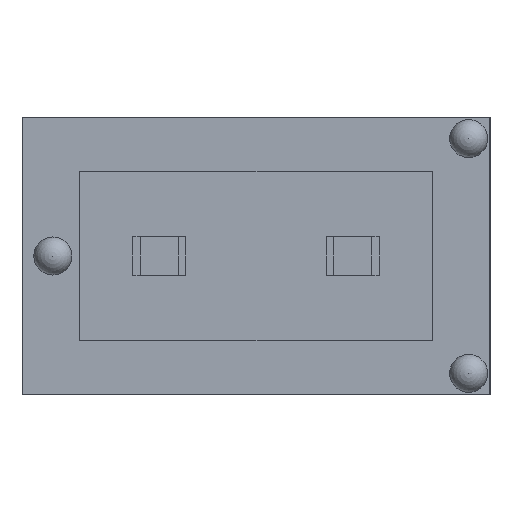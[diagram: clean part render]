
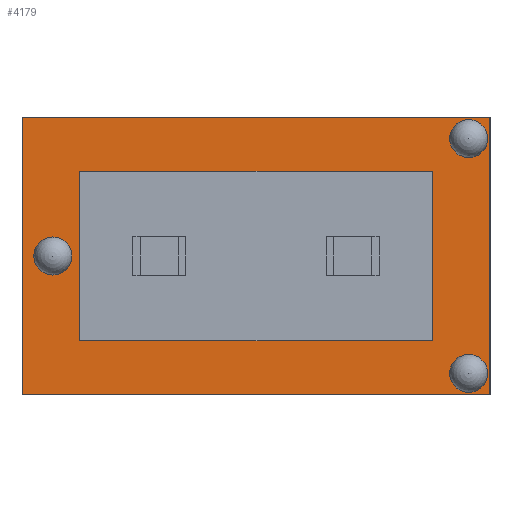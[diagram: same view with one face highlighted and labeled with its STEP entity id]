
A CAD part, front view. The second image highlights one B-rep face of the part: STEP entity #4179.
In plain terms, the highlighted planar face has unit normal (0, -1, 0).
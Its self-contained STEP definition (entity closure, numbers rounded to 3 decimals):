
#289 = EDGE_LOOP ( 'NONE', ( #4200, #4207, #4213, #4206 ) ) ;
#4149 = VERTEX_POINT ( 'NONE', #22033 ) ;
#4150 = ORIENTED_EDGE ( 'NONE', *, *, #4151, .F. ) ;
#4151 = EDGE_CURVE ( 'NONE', #4195, #4215, #22032, .T. ) ;
#4152 = VERTEX_POINT ( 'NONE', #22028 ) ;
#4153 = VERTEX_POINT ( 'NONE', #22027 ) ;
#4179 = ADVANCED_FACE ( 'NONE', ( #22122, #22121 ), #22106, .T. ) ;
#4189 = EDGE_CURVE ( 'NONE', #4153, #4208, #22150, .T. ) ;
#4190 = EDGE_CURVE ( 'NONE', #4204, #4149, #22145, .T. ) ;
#4193 = ORIENTED_EDGE ( 'NONE', *, *, #4194, .F. ) ;
#4194 = EDGE_CURVE ( 'NONE', #4215, #4149, #22185, .T. ) ;
#4195 = VERTEX_POINT ( 'NONE', #22176 ) ;
#4196 = ORIENTED_EDGE ( 'NONE', *, *, #4203, .T. ) ;
#4200 = ORIENTED_EDGE ( 'NONE', *, *, #4201, .T. ) ;
#4201 = EDGE_CURVE ( 'NONE', #4152, #4153, #22170, .T. ) ;
#4202 = EDGE_LOOP ( 'NONE', ( #4193, #4150, #4196, #4205 ) ) ;
#4203 = EDGE_CURVE ( 'NONE', #4195, #4204, #22166, .T. ) ;
#4204 = VERTEX_POINT ( 'NONE', #22162 ) ;
#4205 = ORIENTED_EDGE ( 'NONE', *, *, #4190, .T. ) ;
#4206 = ORIENTED_EDGE ( 'NONE', *, *, #4214, .F. ) ;
#4207 = ORIENTED_EDGE ( 'NONE', *, *, #4189, .T. ) ;
#4208 = VERTEX_POINT ( 'NONE', #22161 ) ;
#4209 = EDGE_CURVE ( 'NONE', #4211, #4208, #22160, .T. ) ;
#4211 = VERTEX_POINT ( 'NONE', #22156 ) ;
#4213 = ORIENTED_EDGE ( 'NONE', *, *, #4209, .F. ) ;
#4214 = EDGE_CURVE ( 'NONE', #4152, #4211, #22214, .T. ) ;
#4215 = VERTEX_POINT ( 'NONE', #22210 ) ;
#22027 = CARTESIAN_POINT ( 'NONE',  ( -2.314, -3.4, 1.114 ) ) ;
#22028 = CARTESIAN_POINT ( 'NONE',  ( -2.314, -3.4, -1.114 ) ) ;
#22029 = DIRECTION ( 'NONE',  ( 0., 0., -1. ) ) ;
#22030 = VECTOR ( 'NONE', #22029, 1000. ) ;
#22031 = CARTESIAN_POINT ( 'NONE',  ( 3.075, -3.4, 1.825 ) ) ;
#22032 = LINE ( 'NONE', #22031, #22030 ) ;
#22033 = CARTESIAN_POINT ( 'NONE',  ( -3.075, -3.4, -1.825 ) ) ;
#22102 = DIRECTION ( 'NONE',  ( 0., 0., -1. ) ) ;
#22103 = DIRECTION ( 'NONE',  ( 0., -1., 0. ) ) ;
#22104 = CARTESIAN_POINT ( 'NONE',  ( -28.748, -3.4, 1.825 ) ) ;
#22105 = AXIS2_PLACEMENT_3D ( 'NONE', #22104, #22103, #22102 ) ;
#22106 = PLANE ( 'NONE',  #22105 ) ;
#22121 = FACE_OUTER_BOUND ( 'NONE', #4202, .T. ) ;
#22122 = FACE_BOUND ( 'NONE', #289, .T. ) ;
#22142 = DIRECTION ( 'NONE',  ( 0., 0., -1. ) ) ;
#22143 = VECTOR ( 'NONE', #22142, 1000. ) ;
#22144 = CARTESIAN_POINT ( 'NONE',  ( -3.075, -3.4, 1.825 ) ) ;
#22145 = LINE ( 'NONE', #22144, #22143 ) ;
#22147 = DIRECTION ( 'NONE',  ( 1., 0., 0. ) ) ;
#22148 = VECTOR ( 'NONE', #22147, 1000. ) ;
#22149 = CARTESIAN_POINT ( 'NONE',  ( -5.704, -3.4, 1.114 ) ) ;
#22150 = LINE ( 'NONE', #22149, #22148 ) ;
#22156 = CARTESIAN_POINT ( 'NONE',  ( 2.314, -3.4, -1.114 ) ) ;
#22157 = DIRECTION ( 'NONE',  ( 0., 0., 1. ) ) ;
#22158 = VECTOR ( 'NONE', #22157, 1000. ) ;
#22159 = CARTESIAN_POINT ( 'NONE',  ( 2.314, -3.4, 0. ) ) ;
#22160 = LINE ( 'NONE', #22159, #22158 ) ;
#22161 = CARTESIAN_POINT ( 'NONE',  ( 2.314, -3.4, 1.114 ) ) ;
#22162 = CARTESIAN_POINT ( 'NONE',  ( -3.075, -3.4, 1.825 ) ) ;
#22163 = DIRECTION ( 'NONE',  ( -1., 0., 0. ) ) ;
#22164 = VECTOR ( 'NONE', #22163, 1000. ) ;
#22165 = CARTESIAN_POINT ( 'NONE',  ( -28.748, -3.4, 1.825 ) ) ;
#22166 = LINE ( 'NONE', #22165, #22164 ) ;
#22167 = DIRECTION ( 'NONE',  ( 0., 0., 1. ) ) ;
#22168 = VECTOR ( 'NONE', #22167, 1000. ) ;
#22169 = CARTESIAN_POINT ( 'NONE',  ( -2.314, -3.4, 0. ) ) ;
#22170 = LINE ( 'NONE', #22169, #22168 ) ;
#22176 = CARTESIAN_POINT ( 'NONE',  ( 3.075, -3.4, 1.825 ) ) ;
#22177 = DIRECTION ( 'NONE',  ( -1., 0., 0. ) ) ;
#22178 = VECTOR ( 'NONE', #22177, 1000. ) ;
#22179 = CARTESIAN_POINT ( 'NONE',  ( -28.748, -3.4, -1.825 ) ) ;
#22185 = LINE ( 'NONE', #22179, #22178 ) ;
#22210 = CARTESIAN_POINT ( 'NONE',  ( 3.075, -3.4, -1.825 ) ) ;
#22211 = DIRECTION ( 'NONE',  ( 1., 0., 0. ) ) ;
#22212 = VECTOR ( 'NONE', #22211, 1000. ) ;
#22213 = CARTESIAN_POINT ( 'NONE',  ( -5.704, -3.4, -1.114 ) ) ;
#22214 = LINE ( 'NONE', #22213, #22212 ) ;
